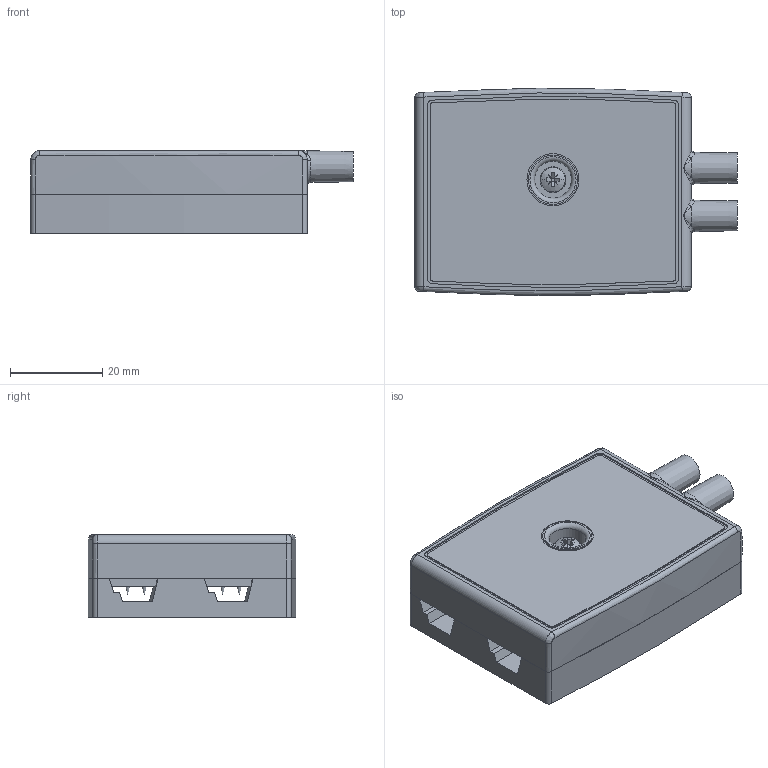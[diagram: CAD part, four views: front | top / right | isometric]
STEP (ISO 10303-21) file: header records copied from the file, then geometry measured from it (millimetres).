
FILE_DESCRIPTION(/* description */ ('Alibre Inc.'),/* implementation_level */ '2;1');
FILE_NAME(/* name */ 'export-7AC12CD4-6004-4C0C-8252-6140917D04CD',/* time_stamp */ '2022-03-15T10:01:44+01:00',/* author */ (''),/* organization */ (''),/* preprocessor_version */ 'ST-DEVELOPER v17',/* originating_system */ 'Alibre',/* authorisation */ '');
FILE_SCHEMA (('AUTOMOTIVE_DESIGN'));
Length unit declared in the file: millimetre
Products named in the file (5): 2; BENE INOX | 210216-3X30
Bounding box: 70 x 44.97 x 18 mm (x, y, z)
Volume: 42714.7 mm3; surface area: 21095.4 mm2
Topology: 4 solids, 5 shells, 236 faces, 572 edges, 372 vertices
Faces by surface type: plane 122, bspline 38, cylinder 35, cone 20, torus 19, sphere 2
Full cylindrical faces by diameter (mm): 3 x1, 3.18 x4, 3.5 x2, 8 x1, 10.67 x1, 11.3 x1
Entity records: 11445 total; most frequent: CARTESIAN_POINT 6295, ORIENTED_EDGE 1038, DIRECTION 850, EDGE_CURVE 519, AXIS2_PLACEMENT_3D 365, VERTEX_POINT 362, EDGE_LOOP 317, FACE_BOUND 317
